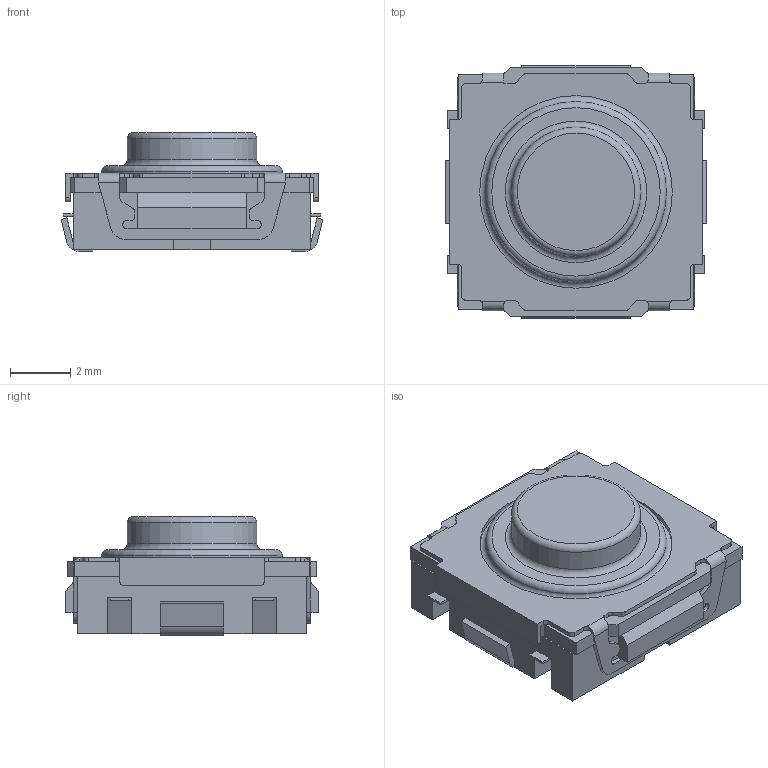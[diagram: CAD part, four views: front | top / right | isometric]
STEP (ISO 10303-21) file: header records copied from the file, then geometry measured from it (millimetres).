
FILE_DESCRIPTION(/* description */ ('','CAx-IF Rec.Pracs.---Representation and Presentation of Product Manufacturing Information (PMI)---4.0---2014-10-13'),/* implementation_level */ '2;1');
FILE_NAME(/* name */ 'TL9320AF400QG.stp',/* time_stamp */ '2019-09-11T14:27:21-05:00',/* author */ ('mroman'),/* organization */ (''),/* preprocessor_version */ 'ST-DEVELOPER v17',/* originating_system */ 'Autodesk Inventor 2018',/* authorisation */ '');
FILE_SCHEMA (('AP242_MANAGED_MODEL_BASED_3D_ENGINEERING_MIM_LF { 1 0 10303 442 1 1 4 }'));
Length unit declared in the file: millimetre
Products named in the file (1): TL9320AF400QG
Bounding box: 8.7 x 8.4 x 3.95 mm (x, y, z)
Volume: 137.8 mm3; surface area: 383.3 mm2
Topology: 1 solids, 1 shells, 290 faces, 841 edges, 552 vertices
Faces by surface type: plane 213, cylinder 66, torus 8, bspline 2, cone 1
Full cylindrical faces by diameter (mm): 4.3 x1, 4.6 x1, 6.4 x1
Entity records: 10635 total; most frequent: CARTESIAN_POINT 2690, ORIENTED_EDGE 1682, DIRECTION 1635, EDGE_CURVE 841, LINE 637, VECTOR 637, VERTEX_POINT 552, AXIS2_PLACEMENT_3D 503
